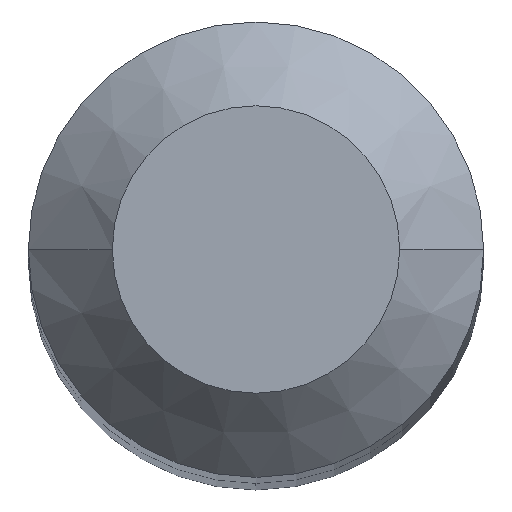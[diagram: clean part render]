
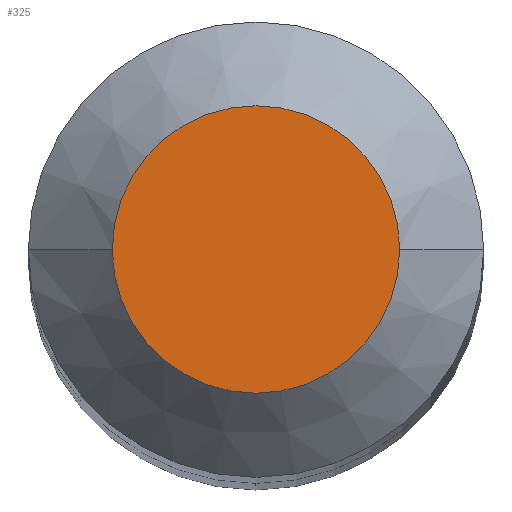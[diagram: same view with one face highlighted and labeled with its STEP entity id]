
A CAD part, top view. The second image highlights one B-rep face of the part: STEP entity #325.
In plain terms, the highlighted planar face has unit normal (0, 0, 1).
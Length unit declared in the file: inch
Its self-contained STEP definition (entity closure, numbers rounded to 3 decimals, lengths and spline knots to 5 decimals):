
#14 = AXIS2_PLACEMENT_3D ( 'NONE', #145, #59, #239 ) ;
#30 = CARTESIAN_POINT ( 'NONE',  ( 0., 0., 0. ) ) ;
#34 = PLANE ( 'NONE',  #14 ) ;
#59 = DIRECTION ( 'NONE',  ( 0., 0., -1. ) ) ;
#64 = DIRECTION ( 'NONE',  ( 1., 0., 0. ) ) ;
#114 = VERTEX_POINT ( 'NONE', #283 ) ;
#122 = DIRECTION ( 'NONE',  ( 0., 0., 1. ) ) ;
#128 = ORIENTED_EDGE ( 'NONE', *, *, #336, .T. ) ;
#134 = CIRCLE ( 'NONE', #275, 0.0535 ) ;
#145 = CARTESIAN_POINT ( 'NONE',  ( 0., 0., 0. ) ) ;
#166 = ORIENTED_EDGE ( 'NONE', *, *, #335, .T. ) ;
#173 = CIRCLE ( 'NONE', #198, 0.0535 ) ;
#198 = AXIS2_PLACEMENT_3D ( 'NONE', #274, #301, #300 ) ;
#206 = CARTESIAN_POINT ( 'NONE',  ( -0.0535, 0., 0. ) ) ;
#239 = DIRECTION ( 'NONE',  ( -1., 0., 0. ) ) ;
#246 = EDGE_LOOP ( 'NONE', ( #166, #128 ) ) ;
#274 = CARTESIAN_POINT ( 'NONE',  ( 0., 0., 0. ) ) ;
#275 = AXIS2_PLACEMENT_3D ( 'NONE', #30, #122, #64 ) ;
#283 = CARTESIAN_POINT ( 'NONE',  ( 0.0535, 0., 0. ) ) ;
#300 = DIRECTION ( 'NONE',  ( 1., 0., 0. ) ) ;
#301 = DIRECTION ( 'NONE',  ( 0., 0., 1. ) ) ;
#325 = ADVANCED_FACE ( 'NONE', ( #328 ), #34, .F. ) ;
#328 = FACE_OUTER_BOUND ( 'NONE', #246, .T. ) ;
#335 = EDGE_CURVE ( 'NONE', #382, #114, #173, .T. ) ;
#336 = EDGE_CURVE ( 'NONE', #114, #382, #134, .T. ) ;
#382 = VERTEX_POINT ( 'NONE', #206 ) ;
